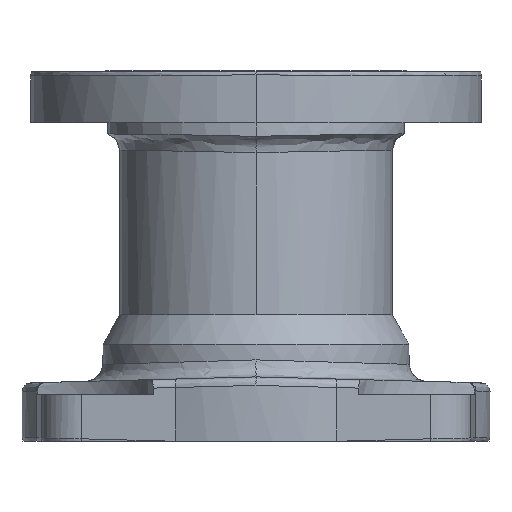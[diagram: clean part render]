
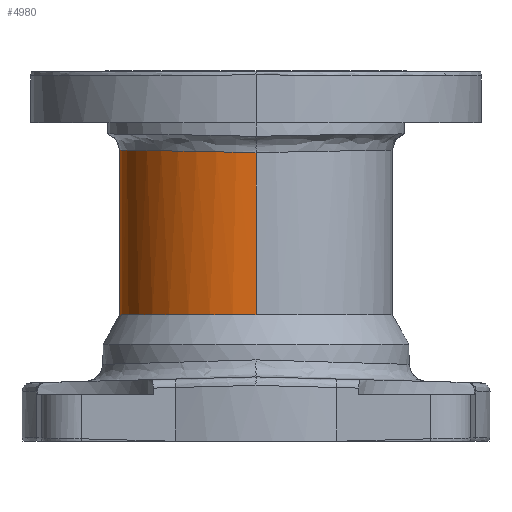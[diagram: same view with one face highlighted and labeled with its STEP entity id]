
A CAD part, front view. The second image highlights one B-rep face of the part: STEP entity #4980.
In plain terms, the highlighted cylindrical face has radius 50.8 mm (diameter 101.6 mm), a partial arc.
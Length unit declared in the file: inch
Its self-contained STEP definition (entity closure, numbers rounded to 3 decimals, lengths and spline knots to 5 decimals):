
#1143=CARTESIAN_POINT('',(0.,2.,3.87506));
#1144=CARTESIAN_POINT('',(-0.03072,2.,
3.87506));
#1145=CARTESIAN_POINT('',(-0.09471,1.99857,
3.87195));
#1146=CARTESIAN_POINT('',(-0.19715,1.99122,
3.85627));
#1147=CARTESIAN_POINT('',(-0.30848,1.97722,
3.82593));
#1148=CARTESIAN_POINT('',(-0.42841,1.95494,
3.77633));
#1149=CARTESIAN_POINT('',(-0.55493,1.92303,
3.70207));
#1150=CARTESIAN_POINT('',(-0.68432,1.88093,
3.5967));
#1151=CARTESIAN_POINT('',(-0.80671,1.8315,
3.45726));
#1152=CARTESIAN_POINT('',(-0.90837,1.78272,
3.29034));
#1153=CARTESIAN_POINT('',(-0.98107,1.74323,
3.10681));
#1154=CARTESIAN_POINT('',(-1.02145,1.71955,2.91899));
#1155=CARTESIAN_POINT('',(-1.02857,1.71525,2.80523));
#1156=CARTESIAN_POINT('',(-1.02857,1.71524,2.75));
#1173=DIRECTION('',(0.,0.,-1.));
#1174=VECTOR('',#1173,0.43612);
#1175=CARTESIAN_POINT('',(0.,2.,4.31118));
#1176=LINE('',#1175,#1174);
#1177=DIRECTION('',(0.,0.,-1.));
#1178=VECTOR('',#1177,2.37817);
#1179=CARTESIAN_POINT('',(0.,-2.,4.31118));
#1180=LINE('',#1179,#1178);
#1181=CARTESIAN_POINT('',(0.,0.,1.93301));
#1182=DIRECTION('',(0.,0.,1.));
#1183=DIRECTION('',(-0.52,0.854,0.));
#1184=AXIS2_PLACEMENT_3D('',#1181,#1182,#1183);
#1695=DIRECTION('',(0.,0.,-1.));
#1696=VECTOR('',#1695,0.81591);
#1697=CARTESIAN_POINT('',(-1.02857,1.71524,2.75));
#1698=LINE('',#1697,#1696);
#1722=CARTESIAN_POINT('',(-1.02857,1.71524,1.93409));
#1723=CARTESIAN_POINT('',(-1.02985,1.71447,1.93386));
#1724=CARTESIAN_POINT('',(-1.03245,1.71291,1.93346));
#1725=CARTESIAN_POINT('',(-1.03642,1.71051,1.9331));
#1726=CARTESIAN_POINT('',(-1.03916,1.70884,1.93301));
#1727=CARTESIAN_POINT('',(-1.04054,1.70801,1.93301));
#1733=CARTESIAN_POINT('',(-1.04054,1.70801,1.93301));
#1901=CARTESIAN_POINT('',(0.,2.,4.31118));
#1902=CARTESIAN_POINT('',(-0.1004,2.,
4.31414));
#1903=CARTESIAN_POINT('',(-0.30075,1.98477,
4.31963));
#1904=CARTESIAN_POINT('',(-0.59138,1.91834,
4.32644));
#1905=CARTESIAN_POINT('',(-0.87133,1.80857,
4.33203));
#1906=CARTESIAN_POINT('',(-1.13152,1.65821,4.33645));
#1907=CARTESIAN_POINT('',(-1.36626,1.47083,4.33989));
#1908=CARTESIAN_POINT('',(-1.57035,1.25059,4.3425));
#1909=CARTESIAN_POINT('',(-1.73924,1.0025,4.34445));
#1910=CARTESIAN_POINT('',(-1.86923,0.73208,
4.34582));
#1911=CARTESIAN_POINT('',(-1.95747,0.44528,
4.34669));
#1912=CARTESIAN_POINT('',(-2.00197,0.14855,
4.34711));
#1913=CARTESIAN_POINT('',(-2.00175,-0.15144,
4.34711));
#1914=CARTESIAN_POINT('',(-1.95682,-0.4481,
4.34669));
#1915=CARTESIAN_POINT('',(-1.86816,-0.73479,
4.34581));
#1916=CARTESIAN_POINT('',(-1.73778,-1.00502,
4.34443));
#1917=CARTESIAN_POINT('',(-1.56854,-1.25287,
4.34248));
#1918=CARTESIAN_POINT('',(-1.36411,-1.47281,
4.33986));
#1919=CARTESIAN_POINT('',(-1.1292,-1.65983,
4.33642));
#1920=CARTESIAN_POINT('',(-0.86843,-1.8099,
4.33198));
#1921=CARTESIAN_POINT('',(-0.58942,-1.91906,
4.3264));
#1922=CARTESIAN_POINT('',(-0.2949,-1.98569,
4.31948));
#1923=CARTESIAN_POINT('',(-0.09795,-2.,
4.31407));
#1924=CARTESIAN_POINT('',(0.,-2.,4.31118));
#2727=CARTESIAN_POINT('',(0.,2.,4.31118));
#2728=CARTESIAN_POINT('',(0.,2.,3.87506));
#2729=VERTEX_POINT('',#2727);
#2730=VERTEX_POINT('',#2728);
#2731=CARTESIAN_POINT('',(0.,-2.,4.31118));
#2732=CARTESIAN_POINT('',(0.,-2.,1.93301));
#2733=VERTEX_POINT('',#2731);
#2734=VERTEX_POINT('',#2732);
#2990=CARTESIAN_POINT('',(-1.02857,1.71524,2.75));
#2991=CARTESIAN_POINT('',(-1.02857,1.71524,1.93409));
#2992=VERTEX_POINT('',#2990);
#2993=VERTEX_POINT('',#2991);
#3001=VERTEX_POINT('',#1733);
#4960=CARTESIAN_POINT('',(0.,0.,5.44688));
#4961=DIRECTION('',(0.,0.,1.));
#4962=DIRECTION('',(0.,-1.,0.));
#4963=AXIS2_PLACEMENT_3D('',#4960,#4961,#4962);
#4964=CYLINDRICAL_SURFACE('',#4963,2.);
#4966=ORIENTED_EDGE('',*,*,#4965,.F.);
#4968=ORIENTED_EDGE('',*,*,#4967,.T.);
#4970=ORIENTED_EDGE('',*,*,#4969,.T.);
#4972=ORIENTED_EDGE('',*,*,#4971,.F.);
#4974=ORIENTED_EDGE('',*,*,#4973,.F.);
#4976=ORIENTED_EDGE('',*,*,#4975,.F.);
#4977=ORIENTED_EDGE('',*,*,#4952,.F.);
#4978=EDGE_LOOP('',(#4966,#4968,#4970,#4972,#4974,#4976,#4977));
#4979=FACE_OUTER_BOUND('',#4978,.F.);
#1157=B_SPLINE_CURVE_WITH_KNOTS('',3,(#1143,#1144,#1145,#1146,#1147,#1148,#1149,
#1150,#1151,#1152,#1153,#1154,#1155,#1156),.UNSPECIFIED.,.F.,.F.,(4,1,1,1,1,1,1,
1,1,1,1,4),(0.,0.09091,0.18182,0.27273,
0.36364,0.45455,0.54545,0.63636,
0.72727,0.81818,0.90909,1.),.UNSPECIFIED.);
#1185=CIRCLE('',#1184,2.);
#1728=B_SPLINE_CURVE_WITH_KNOTS('',3,(#1722,#1723,#1724,#1725,#1726,#1727),
.UNSPECIFIED.,.F.,.F.,(4,1,1,4),(0.,0.33333,0.66667,1.),
.UNSPECIFIED.);
#1925=B_SPLINE_CURVE_WITH_KNOTS('',3,(#1901,#1902,#1903,#1904,#1905,#1906,#1907,
#1908,#1909,#1910,#1911,#1912,#1913,#1914,#1915,#1916,#1917,#1918,#1919,#1920,
#1921,#1922,#1923,#1924),.UNSPECIFIED.,.F.,.F.,(4,1,1,1,1,1,1,1,1,1,1,1,1,1,1,1,
1,1,1,1,1,4),(0.,0.04762,0.09524,0.14286,
0.19048,0.2381,0.28571,0.33333,
0.38095,0.42857,0.47619,0.52381,
0.57143,0.61905,0.66667,0.71429,
0.7619,0.80952,0.85714,0.90476,
0.95238,1.),.UNSPECIFIED.);
#4952=EDGE_CURVE('',#2730,#2992,#1157,.T.);
#4965=EDGE_CURVE('',#2729,#2730,#1176,.T.);
#4967=EDGE_CURVE('',#2729,#2733,#1925,.T.);
#4969=EDGE_CURVE('',#2733,#2734,#1180,.T.);
#4971=EDGE_CURVE('',#3001,#2734,#1185,.T.);
#4973=EDGE_CURVE('',#2993,#3001,#1728,.T.);
#4975=EDGE_CURVE('',#2992,#2993,#1698,.T.);
#4980=ADVANCED_FACE('',(#4979),#4964,.T.);
